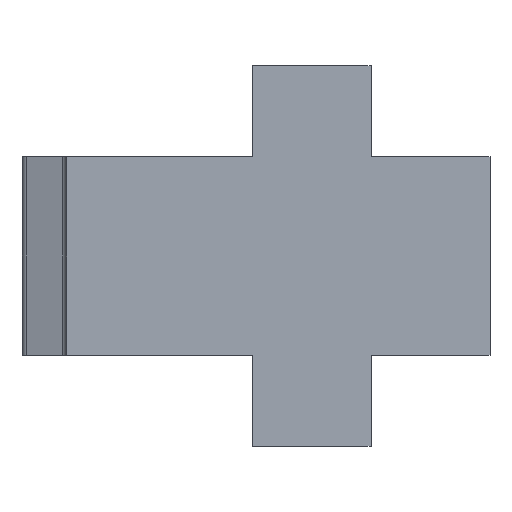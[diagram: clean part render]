
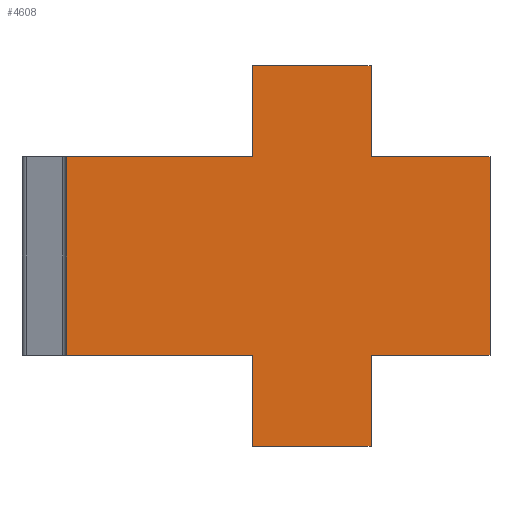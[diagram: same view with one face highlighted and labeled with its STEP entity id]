
A CAD part, left-side view. The second image highlights one B-rep face of the part: STEP entity #4608.
In plain terms, the highlighted planar face has unit normal (-1, 0, 0).
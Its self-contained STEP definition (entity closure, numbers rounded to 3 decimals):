
#91 = EDGE_CURVE ( 'NONE', #8924, #2549, #15646, .T. ) ;
#302 = ORIENTED_EDGE ( 'NONE', *, *, #12930, .T. ) ;
#443 = DIRECTION ( 'NONE',  ( 1., 0., 0. ) ) ;
#468 = VERTEX_POINT ( 'NONE', #6733 ) ;
#706 = EDGE_CURVE ( 'NONE', #10960, #468, #15864, .T. ) ;
#879 = CARTESIAN_POINT ( 'NONE',  ( -40., 6., -2.5 ) ) ;
#978 = LINE ( 'NONE', #2268, #13037 ) ;
#1104 = CARTESIAN_POINT ( 'NONE',  ( -40., 0.2, -4.8 ) ) ;
#1164 = DIRECTION ( 'NONE',  ( 0., 0., -1. ) ) ;
#1344 = ORIENTED_EDGE ( 'NONE', *, *, #8777, .T. ) ;
#1542 = VECTOR ( 'NONE', #3442, 1000. ) ;
#1713 = LINE ( 'NONE', #10239, #6240 ) ;
#2268 = CARTESIAN_POINT ( 'NONE',  ( -40., 6., 2.5 ) ) ;
#2270 = CARTESIAN_POINT ( 'NONE',  ( -40., -2.8, 4.8 ) ) ;
#2549 = VERTEX_POINT ( 'NONE', #6136 ) ;
#2565 = PLANE ( 'NONE',  #9578 ) ;
#2619 = VERTEX_POINT ( 'NONE', #2838 ) ;
#2838 = CARTESIAN_POINT ( 'NONE',  ( -40., 4.875, 2.5 ) ) ;
#3136 = CARTESIAN_POINT ( 'NONE',  ( -40., -2.8, -2.5 ) ) ;
#3173 = ORIENTED_EDGE ( 'NONE', *, *, #6608, .F. ) ;
#3174 = VECTOR ( 'NONE', #7176, 1000. ) ;
#3295 = VERTEX_POINT ( 'NONE', #4880 ) ;
#3442 = DIRECTION ( 'NONE',  ( 0., 0., 1. ) ) ;
#3803 = ORIENTED_EDGE ( 'NONE', *, *, #91, .T. ) ;
#3877 = CARTESIAN_POINT ( 'NONE',  ( -40., -2.8, 4.8 ) ) ;
#3940 = VECTOR ( 'NONE', #4925, 1000. ) ;
#4099 = EDGE_CURVE ( 'NONE', #2619, #12814, #978, .T. ) ;
#4158 = DIRECTION ( 'NONE',  ( 0., 0., -1. ) ) ;
#4166 = VERTEX_POINT ( 'NONE', #3877 ) ;
#4276 = CARTESIAN_POINT ( 'NONE',  ( -40., 0.2, 4.8 ) ) ;
#4320 = CARTESIAN_POINT ( 'NONE',  ( -40., 0.2, 2.5 ) ) ;
#4608 = ADVANCED_FACE ( 'NONE', ( #7856 ), #2565, .F. ) ;
#4717 = VECTOR ( 'NONE', #11772, 1000. ) ;
#4880 = CARTESIAN_POINT ( 'NONE',  ( -40., -5.8, 2.5 ) ) ;
#4906 = CARTESIAN_POINT ( 'NONE',  ( -40., 6., 2.5 ) ) ;
#4925 = DIRECTION ( 'NONE',  ( 0., 0., -1. ) ) ;
#5030 = LINE ( 'NONE', #12290, #12933 ) ;
#5350 = EDGE_CURVE ( 'NONE', #9364, #12814, #13249, .T. ) ;
#5412 = EDGE_CURVE ( 'NONE', #2549, #9584, #8388, .T. ) ;
#6136 = CARTESIAN_POINT ( 'NONE',  ( -40., -2.8, -4.8 ) ) ;
#6240 = VECTOR ( 'NONE', #10167, 1000. ) ;
#6464 = VECTOR ( 'NONE', #8191, 1000. ) ;
#6608 = EDGE_CURVE ( 'NONE', #6850, #3295, #7811, .T. ) ;
#6733 = CARTESIAN_POINT ( 'NONE',  ( -40., 0.2, -2.5 ) ) ;
#6846 = DIRECTION ( 'NONE',  ( 0., -1., 0. ) ) ;
#6850 = VERTEX_POINT ( 'NONE', #8282 ) ;
#7021 = DIRECTION ( 'NONE',  ( 0., -1., 0. ) ) ;
#7176 = DIRECTION ( 'NONE',  ( 0., 0., 1. ) ) ;
#7444 = CARTESIAN_POINT ( 'NONE',  ( -40., 4.875, -2.5 ) ) ;
#7658 = ORIENTED_EDGE ( 'NONE', *, *, #5350, .T. ) ;
#7749 = ORIENTED_EDGE ( 'NONE', *, *, #10188, .F. ) ;
#7811 = LINE ( 'NONE', #14192, #14415 ) ;
#7856 = FACE_OUTER_BOUND ( 'NONE', #9231, .T. ) ;
#7857 = CARTESIAN_POINT ( 'NONE',  ( -40., -2.8, 4.8 ) ) ;
#8191 = DIRECTION ( 'NONE',  ( 0., -1., 0. ) ) ;
#8200 = LINE ( 'NONE', #879, #4717 ) ;
#8282 = CARTESIAN_POINT ( 'NONE',  ( -40., -2.8, 2.5 ) ) ;
#8388 = LINE ( 'NONE', #2270, #3174 ) ;
#8777 = EDGE_CURVE ( 'NONE', #6850, #4166, #13923, .T. ) ;
#8924 = VERTEX_POINT ( 'NONE', #13822 ) ;
#9058 = VECTOR ( 'NONE', #14385, 1000. ) ;
#9231 = EDGE_LOOP ( 'NONE', ( #3173, #1344, #9602, #7658, #15167, #7749, #11556, #302, #3803, #12201, #14386, #12526 ) ) ;
#9364 = VERTEX_POINT ( 'NONE', #4276 ) ;
#9447 = LINE ( 'NONE', #9525, #9058 ) ;
#9525 = CARTESIAN_POINT ( 'NONE',  ( -40., -5.8, 2.5 ) ) ;
#9578 = AXIS2_PLACEMENT_3D ( 'NONE', #4906, #443, #4158 ) ;
#9584 = VERTEX_POINT ( 'NONE', #3136 ) ;
#9602 = ORIENTED_EDGE ( 'NONE', *, *, #13811, .T. ) ;
#9605 = EDGE_CURVE ( 'NONE', #9584, #12120, #8200, .T. ) ;
#10167 = DIRECTION ( 'NONE',  ( 0., 1., 0. ) ) ;
#10188 = EDGE_CURVE ( 'NONE', #10960, #2619, #13587, .T. ) ;
#10239 = CARTESIAN_POINT ( 'NONE',  ( -40., 0.2, 4.8 ) ) ;
#10327 = CARTESIAN_POINT ( 'NONE',  ( -40., -5.8, -2.5 ) ) ;
#10960 = VERTEX_POINT ( 'NONE', #13693 ) ;
#11556 = ORIENTED_EDGE ( 'NONE', *, *, #706, .T. ) ;
#11772 = DIRECTION ( 'NONE',  ( 0., -1., 0. ) ) ;
#11913 = VECTOR ( 'NONE', #12792, 1000. ) ;
#12120 = VERTEX_POINT ( 'NONE', #10327 ) ;
#12201 = ORIENTED_EDGE ( 'NONE', *, *, #5412, .T. ) ;
#12290 = CARTESIAN_POINT ( 'NONE',  ( -40., 0.2, 4.8 ) ) ;
#12293 = CARTESIAN_POINT ( 'NONE',  ( -40., 6., -2.5 ) ) ;
#12526 = ORIENTED_EDGE ( 'NONE', *, *, #13460, .T. ) ;
#12724 = VECTOR ( 'NONE', #13745, 1000. ) ;
#12792 = DIRECTION ( 'NONE',  ( 0., 0., 1. ) ) ;
#12814 = VERTEX_POINT ( 'NONE', #4320 ) ;
#12930 = EDGE_CURVE ( 'NONE', #468, #8924, #5030, .T. ) ;
#12933 = VECTOR ( 'NONE', #1164, 1000. ) ;
#13037 = VECTOR ( 'NONE', #7021, 1000. ) ;
#13249 = LINE ( 'NONE', #14624, #3940 ) ;
#13460 = EDGE_CURVE ( 'NONE', #12120, #3295, #9447, .T. ) ;
#13587 = LINE ( 'NONE', #7444, #1542 ) ;
#13693 = CARTESIAN_POINT ( 'NONE',  ( -40., 4.875, -2.5 ) ) ;
#13745 = DIRECTION ( 'NONE',  ( 0., -1., 0. ) ) ;
#13811 = EDGE_CURVE ( 'NONE', #4166, #9364, #1713, .T. ) ;
#13822 = CARTESIAN_POINT ( 'NONE',  ( -40., 0.2, -4.8 ) ) ;
#13923 = LINE ( 'NONE', #7857, #11913 ) ;
#14192 = CARTESIAN_POINT ( 'NONE',  ( -40., 6., 2.5 ) ) ;
#14385 = DIRECTION ( 'NONE',  ( 0., 0., 1. ) ) ;
#14386 = ORIENTED_EDGE ( 'NONE', *, *, #9605, .T. ) ;
#14415 = VECTOR ( 'NONE', #6846, 1000. ) ;
#14624 = CARTESIAN_POINT ( 'NONE',  ( -40., 0.2, 4.8 ) ) ;
#15167 = ORIENTED_EDGE ( 'NONE', *, *, #4099, .F. ) ;
#15646 = LINE ( 'NONE', #1104, #6464 ) ;
#15864 = LINE ( 'NONE', #12293, #12724 ) ;
